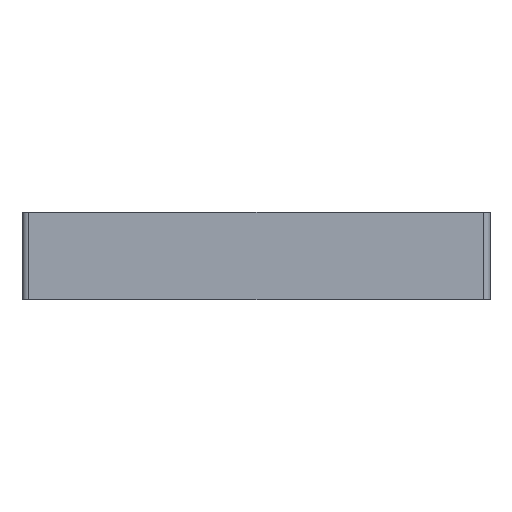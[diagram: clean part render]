
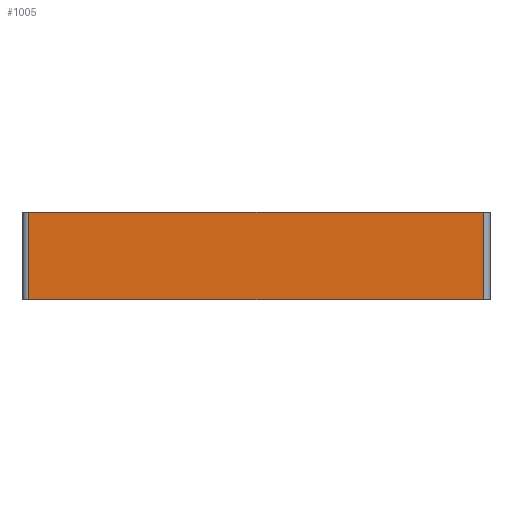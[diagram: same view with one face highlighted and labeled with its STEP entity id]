
A CAD part, top view. The second image highlights one B-rep face of the part: STEP entity #1005.
In plain terms, the highlighted planar face has unit normal (0, 0, 1).
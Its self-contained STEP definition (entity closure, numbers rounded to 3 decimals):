
#978=AXIS2_PLACEMENT_3D('Plane Axis2P3D',#975,#976,#977) ;
#949=CARTESIAN_POINT('Line Origine',(0.3,2.,56.65)) ;
#953=CARTESIAN_POINT('Vertex',(0.3,4.,56.65)) ;
#955=CARTESIAN_POINT('Vertex',(0.3,0.,56.65)) ;
#975=CARTESIAN_POINT('Axis2P3D Location',(0.3,2.,56.65)) ;
#980=CARTESIAN_POINT('Line Origine',(21.1,2.,56.65)) ;
#984=CARTESIAN_POINT('Vertex',(21.1,4.,56.65)) ;
#986=CARTESIAN_POINT('Vertex',(21.1,0.,56.65)) ;
#989=CARTESIAN_POINT('Line Origine',(10.7,4.,56.65)) ;
#994=CARTESIAN_POINT('Line Origine',(10.7,0.,56.65)) ;
#950=DIRECTION('Vector Direction',(0.,-1.,0.)) ;
#976=DIRECTION('Axis2P3D Direction',(0.,0.,-1.)) ;
#977=DIRECTION('Axis2P3D XDirection',(1.,0.,0.)) ;
#981=DIRECTION('Vector Direction',(0.,-1.,0.)) ;
#990=DIRECTION('Vector Direction',(1.,0.,0.)) ;
#995=DIRECTION('Vector Direction',(1.,0.,0.)) ;
#951=VECTOR('Line Direction',#950,1.) ;
#982=VECTOR('Line Direction',#981,1.) ;
#991=VECTOR('Line Direction',#990,1.) ;
#996=VECTOR('Line Direction',#995,1.) ;
#1000=ORIENTED_EDGE('',*,*,#988,.F.) ;
#1001=ORIENTED_EDGE('',*,*,#993,.T.) ;
#1002=ORIENTED_EDGE('',*,*,#957,.T.) ;
#1003=ORIENTED_EDGE('',*,*,#998,.F.) ;
#1005=ADVANCED_FACE('66748_ZQV_35N-10_Plastic_Part',(#1004),#979,.F.) ;
#957=EDGE_CURVE('',#954,#956,#952,.T.) ;
#988=EDGE_CURVE('',#985,#987,#983,.T.) ;
#993=EDGE_CURVE('',#985,#954,#992,.F.) ;
#998=EDGE_CURVE('',#987,#956,#997,.F.) ;
#999=EDGE_LOOP('',(#1000,#1001,#1002,#1003)) ;
#1004=FACE_OUTER_BOUND('',#999,.T.) ;
#952=LINE('Line',#949,#951) ;
#983=LINE('Line',#980,#982) ;
#992=LINE('Line',#989,#991) ;
#997=LINE('Line',#994,#996) ;
#979=PLANE('',#978) ;
#954=VERTEX_POINT('',#953) ;
#956=VERTEX_POINT('',#955) ;
#985=VERTEX_POINT('',#984) ;
#987=VERTEX_POINT('',#986) ;
